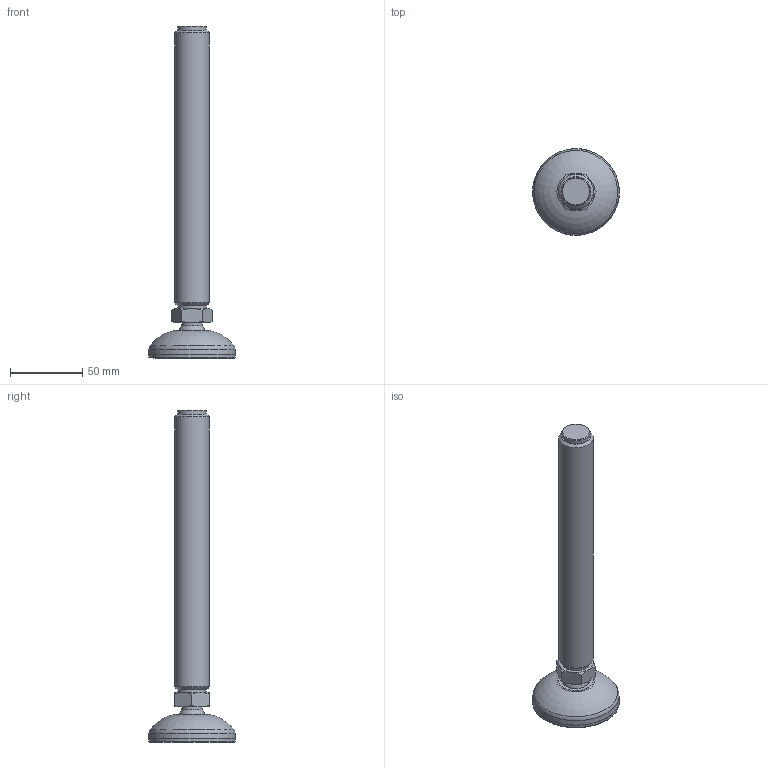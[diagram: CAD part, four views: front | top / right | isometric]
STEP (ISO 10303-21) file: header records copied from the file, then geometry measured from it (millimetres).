
FILE_DESCRIPTION(/* description */ ('AC2F'),/* implementation_level */ '2;1');
FILE_NAME(/* name */ '6322475',/* time_stamp */ '2018-05-25T16:29:39+02:00',/* author */ ('Zorzan Davide'),/* organization */ ('Gamm Srl.'),/* preprocessor_version */ 'ST-DEVELOPER v16.7',/* originating_system */ 'DEX',/* authorisation */ $);
FILE_SCHEMA (('CONFIG_CONTROL_DESIGN'));
Length unit declared in the file: millimetre
Products named in the file (1): 6322475
Bounding box: 59.91 x 59.91 x 229.2 mm (x, y, z)
Volume: 125232.9 mm3; surface area: 29998.5 mm2
Topology: 1 solids, 3 shells, 97 faces, 273 edges, 169 vertices
Faces by surface type: plane 55, torus 14, cone 10, cylinder 9, sphere 9
Full cylindrical faces by diameter (mm): 14.304 x1, 16 x2, 16.2 x1, 18.322 x1, 19.5 x2, 24 x1, 53 x1
Entity records: 3730 total; most frequent: CARTESIAN_POINT 654, DIRECTION 520, ORIENTED_EDGE 466, EDGE_CURVE 233, AXIS2_PLACEMENT_3D 217, VERTEX_POINT 155, EDGE_LOOP 130, FACE_BOUND 130
